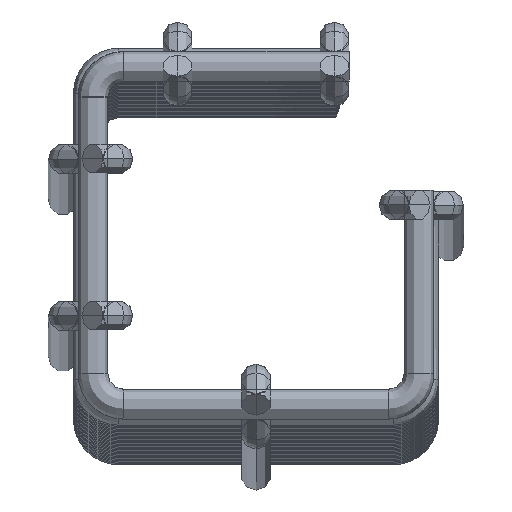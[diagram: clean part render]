
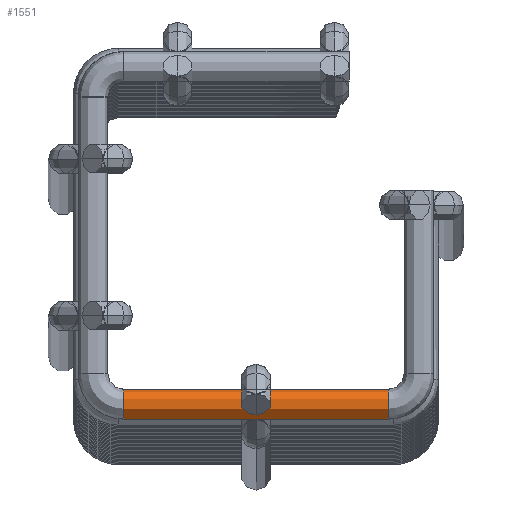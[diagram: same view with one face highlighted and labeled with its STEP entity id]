
A CAD part, top view. The second image highlights one B-rep face of the part: STEP entity #1551.
In plain terms, the highlighted cylindrical face has radius 1.9 mm (diameter 3.8 mm), a partial arc.
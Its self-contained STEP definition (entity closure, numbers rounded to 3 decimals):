
#1315=CARTESIAN_POINT('',(-16.9,0.,0.));
#1316=DIRECTION('',(1.,0.,0.));
#1317=DIRECTION('',(0.,1.,0.));
#1318=AXIS2_PLACEMENT_3D('',#1315,#1316,#1317);
#1320=DIRECTION('',(1.,0.,0.));
#1321=VECTOR('',#1320,33.8);
#1322=CARTESIAN_POINT('',(-16.9,1.9,0.));
#1323=LINE('',#1322,#1321);
#1329=DIRECTION('',(1.,0.,0.));
#1330=VECTOR('',#1329,33.8);
#1331=CARTESIAN_POINT('',(-16.9,-1.9,0.));
#1332=LINE('',#1331,#1330);
#1343=CARTESIAN_POINT('',(16.9,0.,0.));
#1344=DIRECTION('',(1.,0.,0.));
#1345=DIRECTION('',(0.,1.,0.));
#1346=AXIS2_PLACEMENT_3D('',#1343,#1344,#1345);
#1397=CARTESIAN_POINT('',(-16.9,1.9,0.));
#1398=CARTESIAN_POINT('',(-16.9,-1.9,0.));
#1399=VERTEX_POINT('',#1397);
#1400=VERTEX_POINT('',#1398);
#1405=CARTESIAN_POINT('',(16.9,1.9,0.));
#1406=VERTEX_POINT('',#1405);
#1407=CARTESIAN_POINT('',(16.9,-1.9,0.));
#1408=VERTEX_POINT('',#1407);
#1537=CARTESIAN_POINT('',(-16.9,0.,0.));
#1538=DIRECTION('',(1.,0.,0.));
#1539=DIRECTION('',(0.,1.,0.));
#1540=AXIS2_PLACEMENT_3D('',#1537,#1538,#1539);
#1541=CYLINDRICAL_SURFACE('',#1540,1.9);
#1542=ORIENTED_EDGE('',*,*,#1531,.F.);
#1544=ORIENTED_EDGE('',*,*,#1543,.T.);
#1546=ORIENTED_EDGE('',*,*,#1545,.T.);
#1548=ORIENTED_EDGE('',*,*,#1547,.F.);
#1549=EDGE_LOOP('',(#1542,#1544,#1546,#1548));
#1550=FACE_OUTER_BOUND('',#1549,.F.);
#1551=ADVANCED_FACE('',(#1550),#1541,.T.);
#1319=CIRCLE('',#1318,1.9);
#1347=CIRCLE('',#1346,1.9);
#1531=EDGE_CURVE('',#1399,#1400,#1319,.T.);
#1543=EDGE_CURVE('',#1399,#1406,#1323,.T.);
#1545=EDGE_CURVE('',#1406,#1408,#1347,.T.);
#1547=EDGE_CURVE('',#1400,#1408,#1332,.T.);
